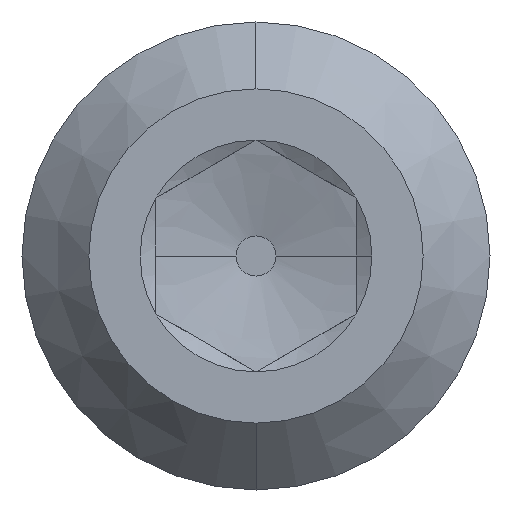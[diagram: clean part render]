
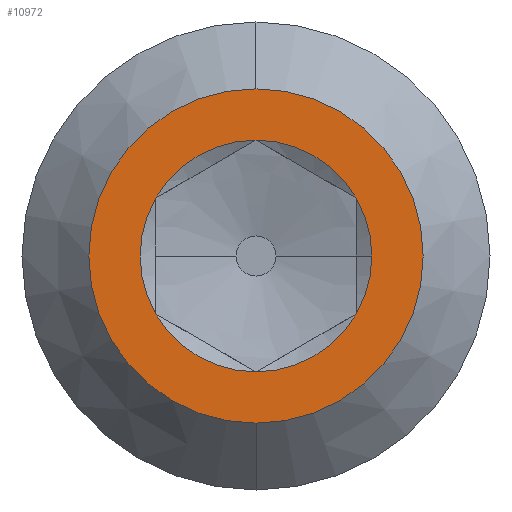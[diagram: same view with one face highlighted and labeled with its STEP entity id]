
A CAD part, left-side view. The second image highlights one B-rep face of the part: STEP entity #10972.
In plain terms, the highlighted planar face has unit normal (-1, 0, 0).
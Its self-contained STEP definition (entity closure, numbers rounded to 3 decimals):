
#186 = DIRECTION ( 'NONE',  ( -1., 0., 0. ) ) ;
#241 = EDGE_CURVE ( 'NONE', #8213, #10576, #1056, .T. ) ;
#251 = DIRECTION ( 'NONE',  ( 0., -1., 0. ) ) ;
#363 = CARTESIAN_POINT ( 'NONE',  ( 0., 0., 0. ) ) ;
#449 = EDGE_CURVE ( 'NONE', #10576, #8213, #10427, .T. ) ;
#459 = DIRECTION ( 'NONE',  ( 0., 0., -1. ) ) ;
#493 = VERTEX_POINT ( 'NONE', #10025 ) ;
#577 = CARTESIAN_POINT ( 'NONE',  ( 0., 3., 1.732 ) ) ;
#812 = FACE_OUTER_BOUND ( 'NONE', #4586, .T. ) ;
#925 = CIRCLE ( 'NONE', #11055, 3.464 ) ;
#939 = DIRECTION ( 'NONE',  ( -1., 0., 0. ) ) ;
#953 = ORIENTED_EDGE ( 'NONE', *, *, #4887, .F. ) ;
#1056 = CIRCLE ( 'NONE', #6688, 5. ) ;
#1068 = CARTESIAN_POINT ( 'NONE',  ( 0., 0., 0. ) ) ;
#1208 = DIRECTION ( 'NONE',  ( -1., 0., 0. ) ) ;
#1224 = VERTEX_POINT ( 'NONE', #577 ) ;
#1253 = CARTESIAN_POINT ( 'NONE',  ( 0., -3., -1.732 ) ) ;
#1264 = ORIENTED_EDGE ( 'NONE', *, *, #6685, .F. ) ;
#1592 = FACE_BOUND ( 'NONE', #4842, .T. ) ;
#1725 = DIRECTION ( 'NONE',  ( 1., 0., 0. ) ) ;
#1853 = DIRECTION ( 'NONE',  ( -1., 0., 0. ) ) ;
#2215 = DIRECTION ( 'NONE',  ( 1., 0., 0. ) ) ;
#2248 = EDGE_CURVE ( 'NONE', #1224, #8413, #7901, .T. ) ;
#2322 = CIRCLE ( 'NONE', #10751, 3.464 ) ;
#2361 = ORIENTED_EDGE ( 'NONE', *, *, #10341, .F. ) ;
#2552 = CARTESIAN_POINT ( 'NONE',  ( 0., 0., -3.464 ) ) ;
#2733 = AXIS2_PLACEMENT_3D ( 'NONE', #7494, #2215, #459 ) ;
#3026 = ORIENTED_EDGE ( 'NONE', *, *, #3087, .F. ) ;
#3087 = EDGE_CURVE ( 'NONE', #8413, #10750, #2322, .T. ) ;
#3395 = CARTESIAN_POINT ( 'NONE',  ( 0., 0., 0. ) ) ;
#3601 = DIRECTION ( 'NONE',  ( -1., 0., 0. ) ) ;
#3639 = ORIENTED_EDGE ( 'NONE', *, *, #2248, .F. ) ;
#3710 = VERTEX_POINT ( 'NONE', #1253 ) ;
#3922 = DIRECTION ( 'NONE',  ( 0., -1., 0. ) ) ;
#3947 = DIRECTION ( 'NONE',  ( 0., -1., 0. ) ) ;
#3948 = AXIS2_PLACEMENT_3D ( 'NONE', #363, #4865, #3922 ) ;
#3972 = CARTESIAN_POINT ( 'NONE',  ( 0., 0., 5. ) ) ;
#4168 = EDGE_CURVE ( 'NONE', #10621, #1224, #4939, .T. ) ;
#4258 = CARTESIAN_POINT ( 'NONE',  ( 0., 0., -5. ) ) ;
#4271 = PLANE ( 'NONE',  #9127 ) ;
#4586 = EDGE_LOOP ( 'NONE', ( #7537, #4963 ) ) ;
#4842 = EDGE_LOOP ( 'NONE', ( #9047, #2361, #1264, #953, #10105, #3026, #3639 ) ) ;
#4865 = DIRECTION ( 'NONE',  ( -1., 0., 0. ) ) ;
#4887 = EDGE_CURVE ( 'NONE', #3710, #6394, #9582, .T. ) ;
#4939 = CIRCLE ( 'NONE', #10560, 3.464 ) ;
#4963 = ORIENTED_EDGE ( 'NONE', *, *, #449, .F. ) ;
#5222 = CIRCLE ( 'NONE', #6550, 3.464 ) ;
#5322 = DIRECTION ( 'NONE',  ( 0., 0., 1. ) ) ;
#6068 = CARTESIAN_POINT ( 'NONE',  ( 0., 0., 0. ) ) ;
#6394 = VERTEX_POINT ( 'NONE', #10460 ) ;
#6416 = AXIS2_PLACEMENT_3D ( 'NONE', #1068, #186, #251 ) ;
#6550 = AXIS2_PLACEMENT_3D ( 'NONE', #7364, #10944, #7237 ) ;
#6685 = EDGE_CURVE ( 'NONE', #6394, #493, #5222, .T. ) ;
#6688 = AXIS2_PLACEMENT_3D ( 'NONE', #6068, #1725, #10477 ) ;
#7237 = DIRECTION ( 'NONE',  ( 0., -1., 0. ) ) ;
#7364 = CARTESIAN_POINT ( 'NONE',  ( 0., 0., 0. ) ) ;
#7494 = CARTESIAN_POINT ( 'NONE',  ( 0., 0., 0. ) ) ;
#7537 = ORIENTED_EDGE ( 'NONE', *, *, #241, .F. ) ;
#7585 = EDGE_CURVE ( 'NONE', #10750, #3710, #925, .T. ) ;
#7781 = CARTESIAN_POINT ( 'NONE',  ( 0., 0., 3.464 ) ) ;
#7901 = CIRCLE ( 'NONE', #6416, 3.464 ) ;
#8213 = VERTEX_POINT ( 'NONE', #4258 ) ;
#8413 = VERTEX_POINT ( 'NONE', #11602 ) ;
#9047 = ORIENTED_EDGE ( 'NONE', *, *, #4168, .F. ) ;
#9127 = AXIS2_PLACEMENT_3D ( 'NONE', #3395, #11548, #5322 ) ;
#9582 = CIRCLE ( 'NONE', #3948, 3.464 ) ;
#9777 = DIRECTION ( 'NONE',  ( 0., -1., 0. ) ) ;
#10025 = CARTESIAN_POINT ( 'NONE',  ( 0., -3., 1.732 ) ) ;
#10078 = CARTESIAN_POINT ( 'NONE',  ( 0., 0., 0. ) ) ;
#10105 = ORIENTED_EDGE ( 'NONE', *, *, #7585, .F. ) ;
#10296 = CARTESIAN_POINT ( 'NONE',  ( 0., 0., 0. ) ) ;
#10341 = EDGE_CURVE ( 'NONE', #493, #10621, #11538, .T. ) ;
#10427 = CIRCLE ( 'NONE', #2733, 5. ) ;
#10460 = CARTESIAN_POINT ( 'NONE',  ( 0., -3.464, 0. ) ) ;
#10477 = DIRECTION ( 'NONE',  ( 0., 0., -1. ) ) ;
#10538 = CARTESIAN_POINT ( 'NONE',  ( 0., 0., 0. ) ) ;
#10560 = AXIS2_PLACEMENT_3D ( 'NONE', #10296, #1208, #3947 ) ;
#10576 = VERTEX_POINT ( 'NONE', #3972 ) ;
#10621 = VERTEX_POINT ( 'NONE', #7781 ) ;
#10750 = VERTEX_POINT ( 'NONE', #2552 ) ;
#10751 = AXIS2_PLACEMENT_3D ( 'NONE', #10078, #1853, #10831 ) ;
#10802 = AXIS2_PLACEMENT_3D ( 'NONE', #10862, #939, #10925 ) ;
#10831 = DIRECTION ( 'NONE',  ( 0., -1., 0. ) ) ;
#10862 = CARTESIAN_POINT ( 'NONE',  ( 0., 0., 0. ) ) ;
#10925 = DIRECTION ( 'NONE',  ( 0., -1., 0. ) ) ;
#10944 = DIRECTION ( 'NONE',  ( -1., 0., 0. ) ) ;
#10972 = ADVANCED_FACE ( 'NONE', ( #1592, #812 ), #4271, .T. ) ;
#11055 = AXIS2_PLACEMENT_3D ( 'NONE', #10538, #3601, #9777 ) ;
#11538 = CIRCLE ( 'NONE', #10802, 3.464 ) ;
#11548 = DIRECTION ( 'NONE',  ( -1., 0., 0. ) ) ;
#11602 = CARTESIAN_POINT ( 'NONE',  ( 0., 3., -1.732 ) ) ;
